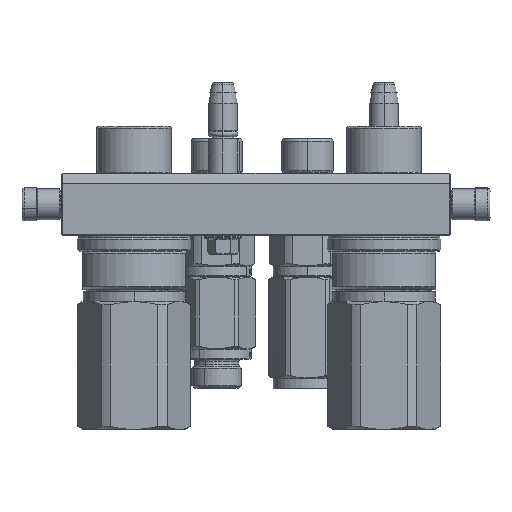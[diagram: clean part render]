
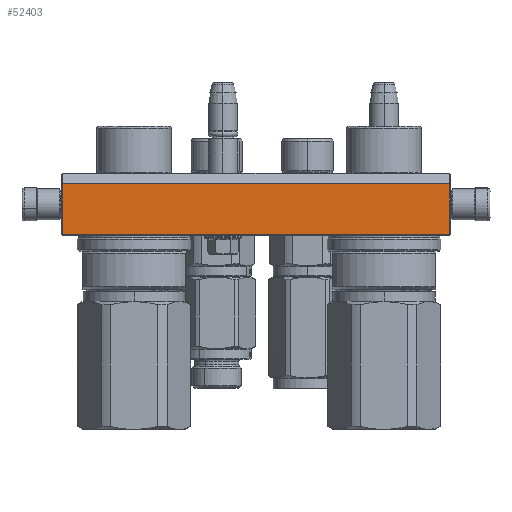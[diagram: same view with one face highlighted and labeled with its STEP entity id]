
A CAD part, left-side view. The second image highlights one B-rep face of the part: STEP entity #52403.
In plain terms, the highlighted face is planar.
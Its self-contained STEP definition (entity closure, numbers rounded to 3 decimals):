
#1751 = DIRECTION ( 'NONE',  ( 0., 1., 0. ) ) ;
#3071 = CARTESIAN_POINT ( 'NONE',  ( -93.5, 5., -45. ) ) ;
#5580 = DIRECTION ( 'NONE',  ( -1., 0., 0. ) ) ;
#7765 = ORIENTED_EDGE ( 'NONE', *, *, #54107, .T. ) ;
#16282 = VECTOR ( 'NONE', #1751, 1000. ) ;
#17760 = EDGE_CURVE ( 'NONE', #68081, #48629, #72562, .T. ) ;
#19091 = ORIENTED_EDGE ( 'NONE', *, *, #38659, .F. ) ;
#23920 = DIRECTION ( 'NONE',  ( -1., 0., 0. ) ) ;
#24530 = CARTESIAN_POINT ( 'NONE',  ( -93.5, 29.5, -45. ) ) ;
#24816 = CARTESIAN_POINT ( 'NONE',  ( 93.5, 5., -45. ) ) ;
#27101 = LINE ( 'NONE', #59346, #16282 ) ;
#27559 = VECTOR ( 'NONE', #5580, 1000. ) ;
#29490 = CARTESIAN_POINT ( 'NONE',  ( 94., 0., -45. ) ) ;
#29992 = DIRECTION ( 'NONE',  ( 0., 0., -1. ) ) ;
#32732 = DIRECTION ( 'NONE',  ( 0., 1., 0. ) ) ;
#37853 = CARTESIAN_POINT ( 'NONE',  ( 93.5, 29.5, -45. ) ) ;
#38063 = VECTOR ( 'NONE', #62312, 1000. ) ;
#38659 = EDGE_CURVE ( 'NONE', #67341, #68081, #27101, .T. ) ;
#41180 = ORIENTED_EDGE ( 'NONE', *, *, #60071, .T. ) ;
#44342 = ORIENTED_EDGE ( 'NONE', *, *, #17760, .F. ) ;
#48629 = VERTEX_POINT ( 'NONE', #24530 ) ;
#50146 = CARTESIAN_POINT ( 'NONE',  ( -93.5, 5., -45. ) ) ;
#52338 = CARTESIAN_POINT ( 'NONE',  ( 93.5, 29.5, -45. ) ) ;
#52403 = ADVANCED_FACE ( 'NONE', ( #74399 ), #70776, .T. ) ;
#52552 = VECTOR ( 'NONE', #32732, 1000. ) ;
#54107 = EDGE_CURVE ( 'NONE', #54602, #48629, #74108, .T. ) ;
#54602 = VERTEX_POINT ( 'NONE', #3071 ) ;
#56460 = CARTESIAN_POINT ( 'NONE',  ( 93.5, 5., -45. ) ) ;
#59346 = CARTESIAN_POINT ( 'NONE',  ( 93.5, 5., -45. ) ) ;
#60071 = EDGE_CURVE ( 'NONE', #67341, #54602, #68705, .T. ) ;
#62312 = DIRECTION ( 'NONE',  ( -1., 0., 0. ) ) ;
#63372 = EDGE_LOOP ( 'NONE', ( #7765, #44342, #19091, #41180 ) ) ;
#67341 = VERTEX_POINT ( 'NONE', #24816 ) ;
#67919 = AXIS2_PLACEMENT_3D ( 'NONE', #29490, #29992, #23920 ) ;
#68081 = VERTEX_POINT ( 'NONE', #37853 ) ;
#68705 = LINE ( 'NONE', #56460, #38063 ) ;
#70776 = PLANE ( 'NONE',  #67919 ) ;
#72562 = LINE ( 'NONE', #52338, #27559 ) ;
#74108 = LINE ( 'NONE', #50146, #52552 ) ;
#74399 = FACE_OUTER_BOUND ( 'NONE', #63372, .T. ) ;
